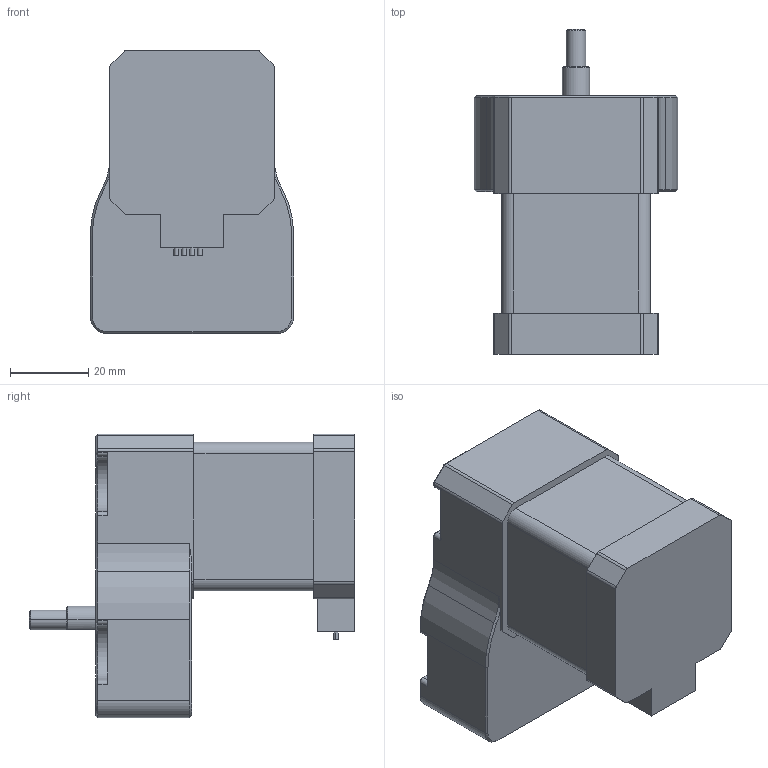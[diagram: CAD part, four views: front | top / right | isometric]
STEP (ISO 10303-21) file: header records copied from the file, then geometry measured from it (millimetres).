
FILE_DESCRIPTION (( 'STEP AP203' ), '1' );
FILE_NAME ('Servo Motor_Default_sldprt.STEP', '2023-09-27T09:49:17', ( '' ), ( '' ), 'SwSTEP 2.0', 'SolidWorks 2020', '' );
FILE_SCHEMA (( 'CONFIG_CONTROL_DESIGN' ));
Length unit declared in the file: millimetre
Products named in the file (1): Servo Motor_Default_sldprt
Bounding box: 52 x 83 x 72.4 mm (x, y, z)
Volume: 144182.9 mm3; surface area: 20713 mm2
Topology: 1 solids, 5 shells, 204 faces, 478 edges, 301 vertices
Faces by surface type: plane 93, cylinder 78, cone 33
Entity records: 5889 total; most frequent: DIRECTION 1074, CARTESIAN_POINT 994, ORIENTED_EDGE 952, EDGE_CURVE 476, AXIS2_PLACEMENT_3D 398, VERTEX_POINT 300, VECTOR 278, LINE 278
